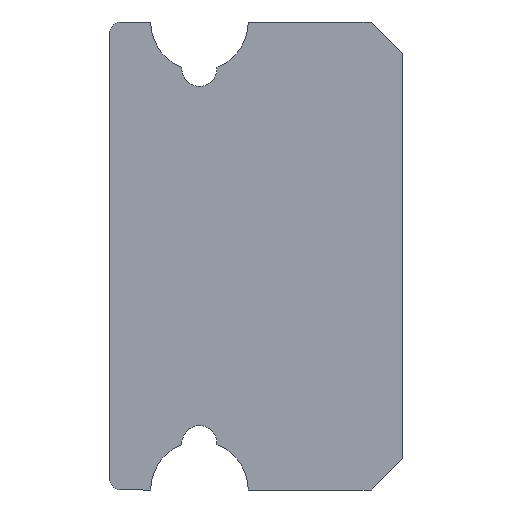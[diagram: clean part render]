
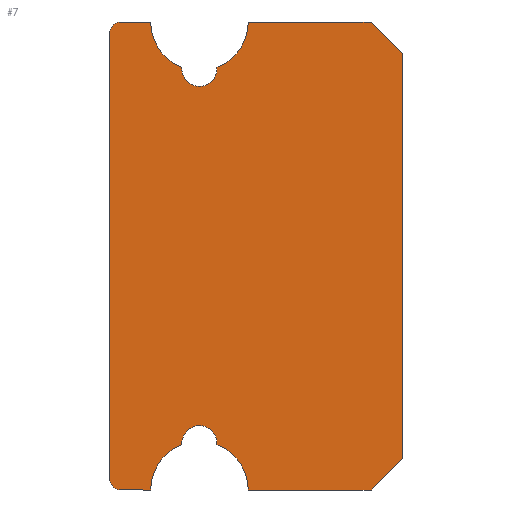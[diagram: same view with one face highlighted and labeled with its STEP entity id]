
A CAD part, left-side view. The second image highlights one B-rep face of the part: STEP entity #7.
In plain terms, the highlighted planar face has unit normal (-1, 0, 0).
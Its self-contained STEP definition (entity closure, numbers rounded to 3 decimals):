
#5 = EDGE_CURVE ( 'NONE', #228, #480, #563, .T. ) ;
#7 = ADVANCED_FACE ( 'NONE', ( #666 ), #564, .F. ) ;
#8 = EDGE_LOOP ( 'NONE', ( #9, #10, #164, #165, #168, #171, #173, #174, #175, #135, #81, #82, #85, #153, #154, #156, #157 ) ) ;
#9 = ORIENTED_EDGE ( 'NONE', *, *, #323, .F. ) ;
#10 = ORIENTED_EDGE ( 'NONE', *, *, #11, .T. ) ;
#11 = EDGE_CURVE ( 'NONE', #216, #430, #665, .T. ) ;
#81 = ORIENTED_EDGE ( 'NONE', *, *, #227, .F. ) ;
#82 = ORIENTED_EDGE ( 'NONE', *, *, #83, .T. ) ;
#83 = EDGE_CURVE ( 'NONE', #224, #84, #696, .T. ) ;
#84 = VERTEX_POINT ( 'NONE', #691 ) ;
#85 = ORIENTED_EDGE ( 'NONE', *, *, #152, .T. ) ;
#88 = VERTEX_POINT ( 'NONE', #656 ) ;
#92 = VERTEX_POINT ( 'NONE', #651 ) ;
#93 = EDGE_CURVE ( 'NONE', #92, #88, #650, .T. ) ;
#135 = ORIENTED_EDGE ( 'NONE', *, *, #5, .F. ) ;
#149 = EDGE_CURVE ( 'NONE', #333, #92, #813, .T. ) ;
#152 = EDGE_CURVE ( 'NONE', #84, #421, #876, .T. ) ;
#153 = ORIENTED_EDGE ( 'NONE', *, *, #427, .T. ) ;
#154 = ORIENTED_EDGE ( 'NONE', *, *, #155, .T. ) ;
#155 = EDGE_CURVE ( 'NONE', #423, #486, #871, .T. ) ;
#156 = ORIENTED_EDGE ( 'NONE', *, *, #485, .F. ) ;
#157 = ORIENTED_EDGE ( 'NONE', *, *, #158, .T. ) ;
#158 = EDGE_CURVE ( 'NONE', #340, #479, #866, .T. ) ;
#164 = ORIENTED_EDGE ( 'NONE', *, *, #429, .F. ) ;
#165 = ORIENTED_EDGE ( 'NONE', *, *, #166, .T. ) ;
#166 = EDGE_CURVE ( 'NONE', #236, #167, #848, .T. ) ;
#167 = VERTEX_POINT ( 'NONE', #744 ) ;
#168 = ORIENTED_EDGE ( 'NONE', *, *, #169, .T. ) ;
#169 = EDGE_CURVE ( 'NONE', #167, #170, #743, .T. ) ;
#170 = VERTEX_POINT ( 'NONE', #738 ) ;
#171 = ORIENTED_EDGE ( 'NONE', *, *, #172, .T. ) ;
#172 = EDGE_CURVE ( 'NONE', #170, #88, #737, .T. ) ;
#173 = ORIENTED_EDGE ( 'NONE', *, *, #93, .F. ) ;
#174 = ORIENTED_EDGE ( 'NONE', *, *, #149, .F. ) ;
#175 = ORIENTED_EDGE ( 'NONE', *, *, #204, .F. ) ;
#204 = EDGE_CURVE ( 'NONE', #480, #333, #943, .T. ) ;
#216 = VERTEX_POINT ( 'NONE', #918 ) ;
#224 = VERTEX_POINT ( 'NONE', #836 ) ;
#227 = EDGE_CURVE ( 'NONE', #224, #228, #834, .T. ) ;
#228 = VERTEX_POINT ( 'NONE', #830 ) ;
#236 = VERTEX_POINT ( 'NONE', #894 ) ;
#323 = EDGE_CURVE ( 'NONE', #216, #479, #1126, .T. ) ;
#333 = VERTEX_POINT ( 'NONE', #1037 ) ;
#340 = VERTEX_POINT ( 'NONE', #1165 ) ;
#421 = VERTEX_POINT ( 'NONE', #1357 ) ;
#423 = VERTEX_POINT ( 'NONE', #1284 ) ;
#427 = EDGE_CURVE ( 'NONE', #421, #423, #1297, .T. ) ;
#429 = EDGE_CURVE ( 'NONE', #236, #430, #1353, .T. ) ;
#430 = VERTEX_POINT ( 'NONE', #1374 ) ;
#479 = VERTEX_POINT ( 'NONE', #1245 ) ;
#480 = VERTEX_POINT ( 'NONE', #1244 ) ;
#485 = EDGE_CURVE ( 'NONE', #340, #486, #1313, .T. ) ;
#486 = VERTEX_POINT ( 'NONE', #1309 ) ;
#560 = DIRECTION ( 'NONE',  ( 0., -0.707, -0.707 ) ) ;
#561 = VECTOR ( 'NONE', #560, 1000. ) ;
#562 = CARTESIAN_POINT ( 'NONE',  ( -75., 0., 5.2 ) ) ;
#563 = LINE ( 'NONE', #562, #561 ) ;
#564 = PLANE ( 'NONE',  #664 ) ;
#593 = DIRECTION ( 'NONE',  ( 0., 0., -1. ) ) ;
#594 = DIRECTION ( 'NONE',  ( -1., 0., 0. ) ) ;
#595 = CARTESIAN_POINT ( 'NONE',  ( -75., 7.2, -5.7 ) ) ;
#596 = AXIS2_PLACEMENT_3D ( 'NONE', #595, #594, #593 ) ;
#647 = DIRECTION ( 'NONE',  ( 0., 1., 0. ) ) ;
#648 = VECTOR ( 'NONE', #647, 1000. ) ;
#649 = CARTESIAN_POINT ( 'NONE',  ( -75., 0.8, -6. ) ) ;
#650 = LINE ( 'NONE', #649, #648 ) ;
#651 = CARTESIAN_POINT ( 'NONE',  ( -75., 0.8, -6. ) ) ;
#656 = CARTESIAN_POINT ( 'NONE',  ( -75., 3.95, -6. ) ) ;
#661 = DIRECTION ( 'NONE',  ( 0., 0., -1. ) ) ;
#662 = DIRECTION ( 'NONE',  ( 1., 0., 0. ) ) ;
#663 = CARTESIAN_POINT ( 'NONE',  ( -75., 0., 6. ) ) ;
#664 = AXIS2_PLACEMENT_3D ( 'NONE', #663, #662, #661 ) ;
#665 = CIRCLE ( 'NONE', #596, 0.3 ) ;
#666 = FACE_OUTER_BOUND ( 'NONE', #8, .T. ) ;
#691 = CARTESIAN_POINT ( 'NONE',  ( -75., 4.751, 4.833 ) ) ;
#692 = DIRECTION ( 'NONE',  ( 0., 0., 1. ) ) ;
#693 = DIRECTION ( 'NONE',  ( 1., 0., 0. ) ) ;
#694 = CARTESIAN_POINT ( 'NONE',  ( -75., 5.2, 6. ) ) ;
#695 = AXIS2_PLACEMENT_3D ( 'NONE', #694, #693, #692 ) ;
#696 = CIRCLE ( 'NONE', #695, 1.25 ) ;
#733 = DIRECTION ( 'NONE',  ( 0., 0., -1. ) ) ;
#734 = DIRECTION ( 'NONE',  ( 1., 0., 0. ) ) ;
#735 = CARTESIAN_POINT ( 'NONE',  ( -75., 5.2, -6. ) ) ;
#736 = AXIS2_PLACEMENT_3D ( 'NONE', #735, #734, #733 ) ;
#737 = CIRCLE ( 'NONE', #736, 1.25 ) ;
#738 = CARTESIAN_POINT ( 'NONE',  ( -75., 4.751, -4.833 ) ) ;
#739 = DIRECTION ( 'NONE',  ( 0., 0., -1. ) ) ;
#740 = DIRECTION ( 'NONE',  ( 1., 0., 0. ) ) ;
#741 = CARTESIAN_POINT ( 'NONE',  ( -75., 5.2, -4.8 ) ) ;
#742 = AXIS2_PLACEMENT_3D ( 'NONE', #741, #740, #739 ) ;
#743 = CIRCLE ( 'NONE', #742, 0.45 ) ;
#744 = CARTESIAN_POINT ( 'NONE',  ( -75., 5.649, -4.833 ) ) ;
#745 = DIRECTION ( 'NONE',  ( 0., 0., -1. ) ) ;
#810 = DIRECTION ( 'NONE',  ( 0., 0.707, -0.707 ) ) ;
#811 = VECTOR ( 'NONE', #810, 1000. ) ;
#812 = CARTESIAN_POINT ( 'NONE',  ( -75., 0., -5.2 ) ) ;
#813 = LINE ( 'NONE', #812, #811 ) ;
#830 = CARTESIAN_POINT ( 'NONE',  ( -75., 0.8, 6. ) ) ;
#831 = DIRECTION ( 'NONE',  ( 0., -1., 0. ) ) ;
#832 = VECTOR ( 'NONE', #831, 1000. ) ;
#833 = CARTESIAN_POINT ( 'NONE',  ( -75., 0.8, 6. ) ) ;
#834 = LINE ( 'NONE', #833, #832 ) ;
#836 = CARTESIAN_POINT ( 'NONE',  ( -75., 3.95, 6. ) ) ;
#845 = DIRECTION ( 'NONE',  ( 1., 0., 0. ) ) ;
#846 = CARTESIAN_POINT ( 'NONE',  ( -75., 5.2, -6. ) ) ;
#847 = AXIS2_PLACEMENT_3D ( 'NONE', #846, #845, #745 ) ;
#848 = CIRCLE ( 'NONE', #847, 1.25 ) ;
#862 = DIRECTION ( 'NONE',  ( 0., 0., -1. ) ) ;
#863 = DIRECTION ( 'NONE',  ( -1., 0., 0. ) ) ;
#864 = CARTESIAN_POINT ( 'NONE',  ( -75., 7.2, 5.7 ) ) ;
#865 = AXIS2_PLACEMENT_3D ( 'NONE', #864, #863, #862 ) ;
#866 = CIRCLE ( 'NONE', #865, 0.3 ) ;
#867 = DIRECTION ( 'NONE',  ( 0., 0., 1. ) ) ;
#868 = DIRECTION ( 'NONE',  ( 1., 0., 0. ) ) ;
#869 = CARTESIAN_POINT ( 'NONE',  ( -75., 5.2, 6. ) ) ;
#870 = AXIS2_PLACEMENT_3D ( 'NONE', #869, #868, #867 ) ;
#871 = CIRCLE ( 'NONE', #870, 1.25 ) ;
#872 = DIRECTION ( 'NONE',  ( 0., 0., 1. ) ) ;
#873 = DIRECTION ( 'NONE',  ( 1., 0., 0. ) ) ;
#874 = CARTESIAN_POINT ( 'NONE',  ( -75., 5.2, 4.8 ) ) ;
#875 = AXIS2_PLACEMENT_3D ( 'NONE', #874, #873, #872 ) ;
#876 = CIRCLE ( 'NONE', #875, 0.45 ) ;
#894 = CARTESIAN_POINT ( 'NONE',  ( -75., 6.45, -6. ) ) ;
#918 = CARTESIAN_POINT ( 'NONE',  ( -75., 7.5, -5.7 ) ) ;
#935 = DIRECTION ( 'NONE',  ( 0., 0., -1. ) ) ;
#936 = VECTOR ( 'NONE', #935, 1000. ) ;
#937 = CARTESIAN_POINT ( 'NONE',  ( -75., 0., -5.2 ) ) ;
#943 = LINE ( 'NONE', #937, #936 ) ;
#1037 = CARTESIAN_POINT ( 'NONE',  ( -75., 0., -5.2 ) ) ;
#1053 = DIRECTION ( 'NONE',  ( 0., 0., 1. ) ) ;
#1124 = VECTOR ( 'NONE', #1053, 1000. ) ;
#1125 = CARTESIAN_POINT ( 'NONE',  ( -75., 7.5, -6. ) ) ;
#1126 = LINE ( 'NONE', #1125, #1124 ) ;
#1165 = CARTESIAN_POINT ( 'NONE',  ( -75., 7.2, 6. ) ) ;
#1244 = CARTESIAN_POINT ( 'NONE',  ( -75., 0., 5.2 ) ) ;
#1245 = CARTESIAN_POINT ( 'NONE',  ( -75., 7.5, 5.7 ) ) ;
#1284 = CARTESIAN_POINT ( 'NONE',  ( -75., 5.649, 4.833 ) ) ;
#1293 = DIRECTION ( 'NONE',  ( 0., 0., 1. ) ) ;
#1294 = DIRECTION ( 'NONE',  ( 1., 0., 0. ) ) ;
#1295 = CARTESIAN_POINT ( 'NONE',  ( -75., 5.2, 4.8 ) ) ;
#1296 = AXIS2_PLACEMENT_3D ( 'NONE', #1295, #1294, #1293 ) ;
#1297 = CIRCLE ( 'NONE', #1296, 0.45 ) ;
#1309 = CARTESIAN_POINT ( 'NONE',  ( -75., 6.45, 6. ) ) ;
#1310 = DIRECTION ( 'NONE',  ( 0., -1., 0. ) ) ;
#1311 = VECTOR ( 'NONE', #1310, 1000. ) ;
#1312 = CARTESIAN_POINT ( 'NONE',  ( -75., 0.8, 6. ) ) ;
#1313 = LINE ( 'NONE', #1312, #1311 ) ;
#1319 = DIRECTION ( 'NONE',  ( 0., 1., 0. ) ) ;
#1320 = VECTOR ( 'NONE', #1319, 1000. ) ;
#1321 = CARTESIAN_POINT ( 'NONE',  ( -75., 0.8, -6. ) ) ;
#1353 = LINE ( 'NONE', #1321, #1320 ) ;
#1357 = CARTESIAN_POINT ( 'NONE',  ( -75., 5.2, 4.35 ) ) ;
#1374 = CARTESIAN_POINT ( 'NONE',  ( -75., 7.2, -6. ) ) ;
